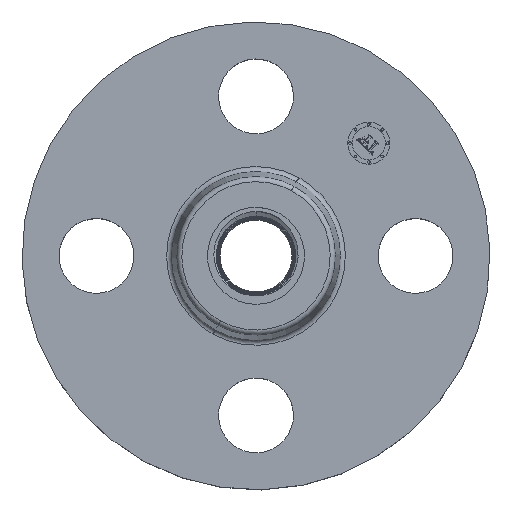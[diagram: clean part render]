
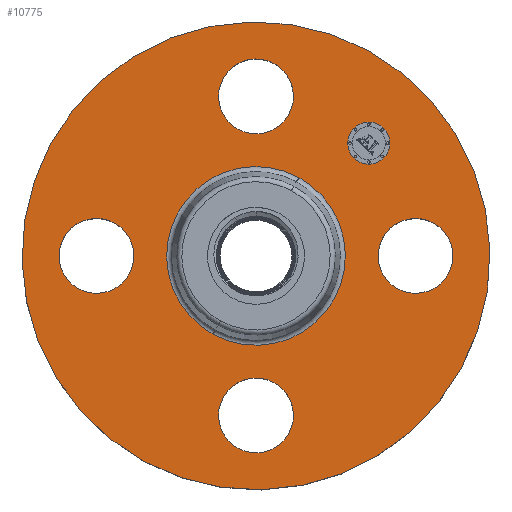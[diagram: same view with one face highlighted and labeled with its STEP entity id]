
A CAD part, top view. The second image highlights one B-rep face of the part: STEP entity #10775.
In plain terms, the highlighted planar face has unit normal (0, 0, 1).
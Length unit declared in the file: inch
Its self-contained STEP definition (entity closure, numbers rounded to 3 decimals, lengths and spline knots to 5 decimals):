
#368=AXIS2_PLACEMENT_3D('Circle Axis2P3D',#366,#367,$) ;
#385=AXIS2_PLACEMENT_3D('Circle Axis2P3D',#383,#384,$) ;
#418=AXIS2_PLACEMENT_3D('Circle Axis2P3D',#416,#417,$) ;
#442=AXIS2_PLACEMENT_3D('Circle Axis2P3D',#440,#441,$) ;
#459=AXIS2_PLACEMENT_3D('Circle Axis2P3D',#457,#458,$) ;
#494=AXIS2_PLACEMENT_3D('Circle Axis2P3D',#492,#493,$) ;
#731=AXIS2_PLACEMENT_3D('Circle Axis2P3D',#729,#730,$) ;
#743=AXIS2_PLACEMENT_3D('Circle Axis2P3D',#741,#742,$) ;
#774=AXIS2_PLACEMENT_3D('Circle Axis2P3D',#772,#773,$) ;
#786=AXIS2_PLACEMENT_3D('Circle Axis2P3D',#784,#785,$) ;
#817=AXIS2_PLACEMENT_3D('Circle Axis2P3D',#815,#816,$) ;
#829=AXIS2_PLACEMENT_3D('Circle Axis2P3D',#827,#828,$) ;
#10731=AXIS2_PLACEMENT_3D('Plane Axis2P3D',#10728,#10729,#10730) ;
#10759=AXIS2_PLACEMENT_3D('Circle Axis2P3D',#10757,#10758,$) ;
#10768=AXIS2_PLACEMENT_3D('Circle Axis2P3D',#10766,#10767,$) ;
#349=CARTESIAN_POINT('Vertex',(1.48886,0.21095,1.25)) ;
#363=CARTESIAN_POINT('Vertex',(2.26114,-0.21095,1.25)) ;
#366=CARTESIAN_POINT('Axis2P3D Location',(1.875,0.,1.25)) ;
#383=CARTESIAN_POINT('Axis2P3D Location',(1.875,0.,1.25)) ;
#413=CARTESIAN_POINT('Vertex',(-1.31842,-2.41335,1.25)) ;
#416=CARTESIAN_POINT('Axis2P3D Location',(0.,0.,1.25)) ;
#420=CARTESIAN_POINT('Vertex',(1.31842,2.41335,1.25)) ;
#440=CARTESIAN_POINT('Axis2P3D Location',(0.,0.,1.25)) ;
#457=CARTESIAN_POINT('Axis2P3D Location',(0.,0.,1.25)) ;
#461=CARTESIAN_POINT('Vertex',(0.50356,0.92177,1.25)) ;
#463=CARTESIAN_POINT('Vertex',(-0.50356,-0.92177,1.25)) ;
#492=CARTESIAN_POINT('Axis2P3D Location',(0.,0.,1.25)) ;
#719=CARTESIAN_POINT('Vertex',(-0.21095,1.48886,1.25)) ;
#726=CARTESIAN_POINT('Vertex',(0.21095,2.26114,1.25)) ;
#729=CARTESIAN_POINT('Axis2P3D Location',(0.,1.875,1.25)) ;
#741=CARTESIAN_POINT('Axis2P3D Location',(0.,1.875,1.25)) ;
#762=CARTESIAN_POINT('Vertex',(-1.48886,-0.21095,1.25)) ;
#769=CARTESIAN_POINT('Vertex',(-2.26114,0.21095,1.25)) ;
#772=CARTESIAN_POINT('Axis2P3D Location',(-1.875,0.,1.25)) ;
#784=CARTESIAN_POINT('Axis2P3D Location',(-1.875,0.,1.25)) ;
#805=CARTESIAN_POINT('Vertex',(0.21095,-1.48886,1.25)) ;
#812=CARTESIAN_POINT('Vertex',(-0.21095,-2.26114,1.25)) ;
#815=CARTESIAN_POINT('Axis2P3D Location',(0.,-1.875,1.25)) ;
#827=CARTESIAN_POINT('Axis2P3D Location',(0.,-1.875,1.25)) ;
#10728=CARTESIAN_POINT('Axis2P3D Location',(0.,2.75,1.25)) ;
#10757=CARTESIAN_POINT('Axis2P3D Location',(1.32583,1.32583,1.25)) ;
#10761=CARTESIAN_POINT('Vertex',(1.15082,1.50083,1.25)) ;
#10763=CARTESIAN_POINT('Vertex',(1.50083,1.15082,1.25)) ;
#10766=CARTESIAN_POINT('Axis2P3D Location',(1.32583,1.32583,1.25)) ;
#367=DIRECTION('Axis2P3D Direction',(0.,-0.,-0.039)) ;
#384=DIRECTION('Axis2P3D Direction',(0.,-0.,-0.039)) ;
#417=DIRECTION('Axis2P3D Direction',(0.,0.,-0.039)) ;
#441=DIRECTION('Axis2P3D Direction',(0.,0.,-0.039)) ;
#458=DIRECTION('Axis2P3D Direction',(0.,0.,-0.039)) ;
#493=DIRECTION('Axis2P3D Direction',(0.,0.,-0.039)) ;
#730=DIRECTION('Axis2P3D Direction',(0.,0.,-0.039)) ;
#742=DIRECTION('Axis2P3D Direction',(0.,0.,-0.039)) ;
#773=DIRECTION('Axis2P3D Direction',(-0.,0.,-0.039)) ;
#785=DIRECTION('Axis2P3D Direction',(-0.,0.,-0.039)) ;
#816=DIRECTION('Axis2P3D Direction',(0.,-0.,-0.039)) ;
#828=DIRECTION('Axis2P3D Direction',(0.,-0.,-0.039)) ;
#10729=DIRECTION('Axis2P3D Direction',(0.,0.,-0.039)) ;
#10730=DIRECTION('Axis2P3D XDirection',(0.039,0.,0.)) ;
#10758=DIRECTION('Axis2P3D Direction',(0.,0.,-0.039)) ;
#10767=DIRECTION('Axis2P3D Direction',(0.,0.,-0.039)) ;
#10734=ORIENTED_EDGE('',*,*,#444,.F.) ;
#10735=ORIENTED_EDGE('',*,*,#422,.F.) ;
#10738=ORIENTED_EDGE('',*,*,#370,.T.) ;
#10739=ORIENTED_EDGE('',*,*,#387,.T.) ;
#10742=ORIENTED_EDGE('',*,*,#496,.T.) ;
#10743=ORIENTED_EDGE('',*,*,#465,.T.) ;
#10746=ORIENTED_EDGE('',*,*,#831,.T.) ;
#10747=ORIENTED_EDGE('',*,*,#819,.T.) ;
#10750=ORIENTED_EDGE('',*,*,#788,.T.) ;
#10751=ORIENTED_EDGE('',*,*,#776,.T.) ;
#10754=ORIENTED_EDGE('',*,*,#745,.T.) ;
#10755=ORIENTED_EDGE('',*,*,#733,.T.) ;
#10772=ORIENTED_EDGE('',*,*,#10765,.T.) ;
#10773=ORIENTED_EDGE('',*,*,#10770,.T.) ;
#10740=FACE_BOUND('',#10737,.T.) ;
#10744=FACE_BOUND('',#10741,.T.) ;
#10748=FACE_BOUND('',#10745,.T.) ;
#10752=FACE_BOUND('',#10749,.T.) ;
#10756=FACE_BOUND('',#10753,.T.) ;
#10774=FACE_BOUND('',#10771,.T.) ;
#10775=ADVANCED_FACE('PartBody',(#10736,#10740,#10744,#10748,#10752,#10756,#10774),#10732,.F.) ;
#369=CIRCLE('generated circle',#368,0.44) ;
#386=CIRCLE('generated circle',#385,0.44) ;
#419=CIRCLE('generated circle',#418,2.75) ;
#443=CIRCLE('generated circle',#442,2.75) ;
#460=CIRCLE('generated circle',#459,1.05035) ;
#495=CIRCLE('generated circle',#494,1.05035) ;
#732=CIRCLE('generated circle',#731,0.44) ;
#744=CIRCLE('generated circle',#743,0.44) ;
#775=CIRCLE('generated circle',#774,0.44) ;
#787=CIRCLE('generated circle',#786,0.44) ;
#818=CIRCLE('generated circle',#817,0.44) ;
#830=CIRCLE('generated circle',#829,0.44) ;
#10760=CIRCLE('generated circle',#10759,0.2475) ;
#10769=CIRCLE('generated circle',#10768,0.2475) ;
#370=EDGE_CURVE('',#350,#364,#369,.T.) ;
#387=EDGE_CURVE('',#364,#350,#386,.T.) ;
#422=EDGE_CURVE('',#414,#421,#419,.T.) ;
#444=EDGE_CURVE('',#421,#414,#443,.T.) ;
#465=EDGE_CURVE('',#462,#464,#460,.T.) ;
#496=EDGE_CURVE('',#464,#462,#495,.T.) ;
#733=EDGE_CURVE('',#720,#727,#732,.T.) ;
#745=EDGE_CURVE('',#727,#720,#744,.T.) ;
#776=EDGE_CURVE('',#763,#770,#775,.T.) ;
#788=EDGE_CURVE('',#770,#763,#787,.T.) ;
#819=EDGE_CURVE('',#806,#813,#818,.T.) ;
#831=EDGE_CURVE('',#813,#806,#830,.T.) ;
#10765=EDGE_CURVE('',#10762,#10764,#10760,.T.) ;
#10770=EDGE_CURVE('',#10764,#10762,#10769,.T.) ;
#10733=EDGE_LOOP('',(#10734,#10735)) ;
#10737=EDGE_LOOP('',(#10738,#10739)) ;
#10741=EDGE_LOOP('',(#10742,#10743)) ;
#10745=EDGE_LOOP('',(#10746,#10747)) ;
#10749=EDGE_LOOP('',(#10750,#10751)) ;
#10753=EDGE_LOOP('',(#10754,#10755)) ;
#10771=EDGE_LOOP('',(#10772,#10773)) ;
#10736=FACE_OUTER_BOUND('',#10733,.T.) ;
#10732=PLANE('',#10731) ;
#350=VERTEX_POINT('',#349) ;
#364=VERTEX_POINT('',#363) ;
#414=VERTEX_POINT('',#413) ;
#421=VERTEX_POINT('',#420) ;
#462=VERTEX_POINT('',#461) ;
#464=VERTEX_POINT('',#463) ;
#720=VERTEX_POINT('',#719) ;
#727=VERTEX_POINT('',#726) ;
#763=VERTEX_POINT('',#762) ;
#770=VERTEX_POINT('',#769) ;
#806=VERTEX_POINT('',#805) ;
#813=VERTEX_POINT('',#812) ;
#10762=VERTEX_POINT('',#10761) ;
#10764=VERTEX_POINT('',#10763) ;
